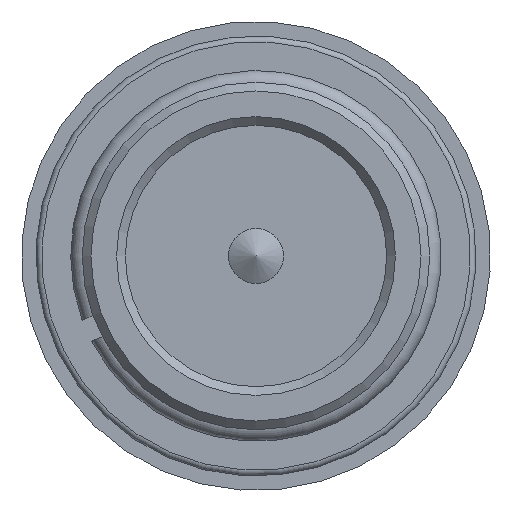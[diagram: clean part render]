
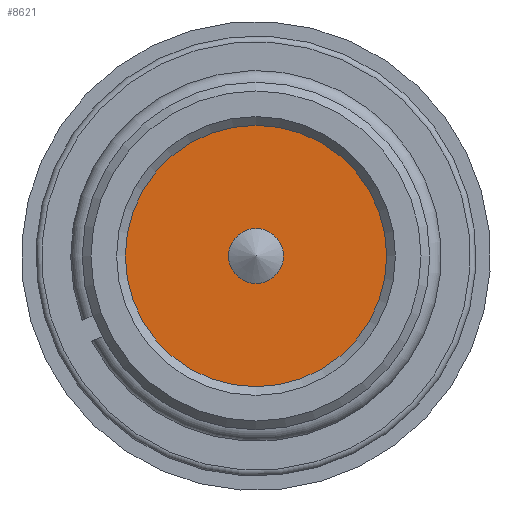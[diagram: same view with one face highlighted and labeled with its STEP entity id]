
A CAD part, left-side view. The second image highlights one B-rep face of the part: STEP entity #8621.
In plain terms, the highlighted planar face has unit normal (-1, 0, 0).
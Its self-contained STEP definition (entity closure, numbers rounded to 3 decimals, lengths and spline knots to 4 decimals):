
#284=PLANE('',#9223);
#499=FACE_BOUND('',#1254,.T.);
#609=CIRCLE('',#9224,4.515);
#610=CIRCLE('',#9225,0.95);
#738=FACE_OUTER_BOUND('',#1253,.T.);
#1253=EDGE_LOOP('',(#5819));
#1254=EDGE_LOOP('',(#5820));
#3637=VERTEX_POINT('',#18403);
#3638=VERTEX_POINT('',#18405);
#4505=EDGE_CURVE('',#3637,#3637,#609,.T.);
#4506=EDGE_CURVE('',#3638,#3638,#610,.T.);
#5819=ORIENTED_EDGE('',*,*,#4505,.F.);
#5820=ORIENTED_EDGE('',*,*,#4506,.F.);
#8621=ADVANCED_FACE('',(#738,#499),#284,.T.);
#9223=AXIS2_PLACEMENT_3D('',#18402,#9862,#9863);
#9224=AXIS2_PLACEMENT_3D('',#18404,#9864,#9865);
#9225=AXIS2_PLACEMENT_3D('',#18406,#9866,#9867);
#9862=DIRECTION('center_axis',(-1.,0.,0.));
#9863=DIRECTION('ref_axis',(0.,0.,1.));
#9864=DIRECTION('center_axis',(1.,0.,0.));
#9865=DIRECTION('ref_axis',(0.,0.,-1.));
#9866=DIRECTION('center_axis',(-1.,0.,0.));
#9867=DIRECTION('ref_axis',(0.,1.,0.));
#18402=CARTESIAN_POINT('Origin',(4.5,0.,
0.));
#18403=CARTESIAN_POINT('',(4.5,0.,4.515));
#18404=CARTESIAN_POINT('Origin',(4.5,0.,0.));
#18405=CARTESIAN_POINT('',(4.5,-0.95,0.));
#18406=CARTESIAN_POINT('Origin',(4.5,0.,
0.));
